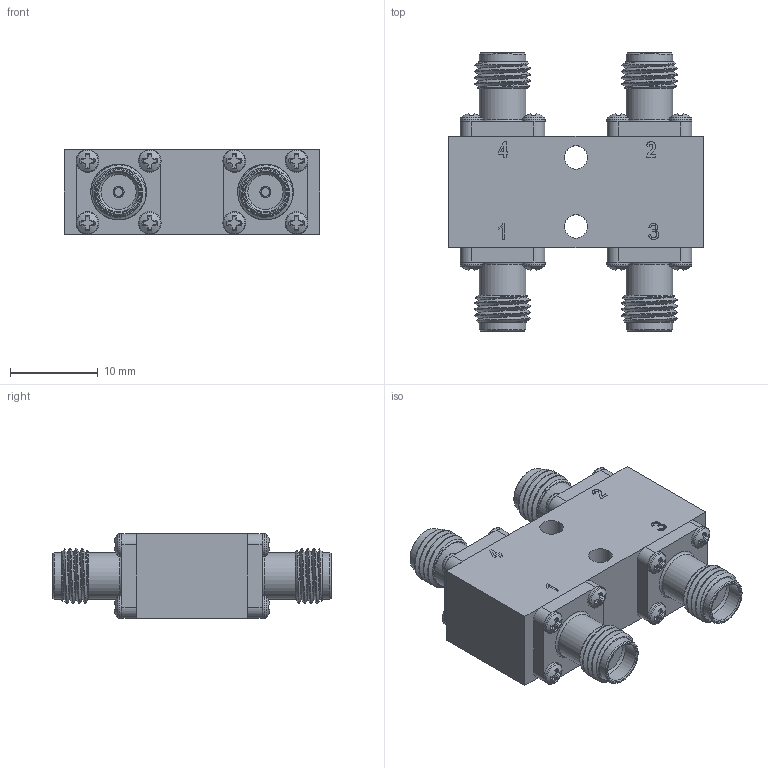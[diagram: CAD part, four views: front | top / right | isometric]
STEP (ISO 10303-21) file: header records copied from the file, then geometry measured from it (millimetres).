
FILE_DESCRIPTION (( 'STEP AP203' ), '1' );
FILE_NAME ('PE2052_3D.step', '2021-11-15T19:27:43', ( '' ), ( '' ), 'SwSTEP 2.0', 'SolidWorks 2021', '' );
FILE_SCHEMA (( 'CONFIG_CONTROL_DESIGN' ));
Length unit declared in the file: inch
Products named in the file (1): PE2052_3D
Bounding box: 29.21 x 31.75 x 9.7 mm (x, y, z)
Volume: 4666.1 mm3; surface area: 3272.8 mm2
Topology: 1 solids, 21 shells, 652 faces, 1641 edges, 1076 vertices
Faces by surface type: plane 413, cone 84, cylinder 82, bspline 69, torus 4
Full cylindrical faces by diameter (mm): 1.016 x4, 1.092 x16, 1.27 x8, 2.591 x16, 2.667 x2, 4.521 x4, 5.08 x4, 5.334 x8
Entity records: 26454 total; most frequent: CARTESIAN_POINT 12369, ORIENTED_EDGE 3010, DIRECTION 2483, EDGE_CURVE 1505, VERTEX_POINT 1034, AXIS2_PLACEMENT_3D 908, EDGE_LOOP 803, FACE_OUTER_BOUND 734
